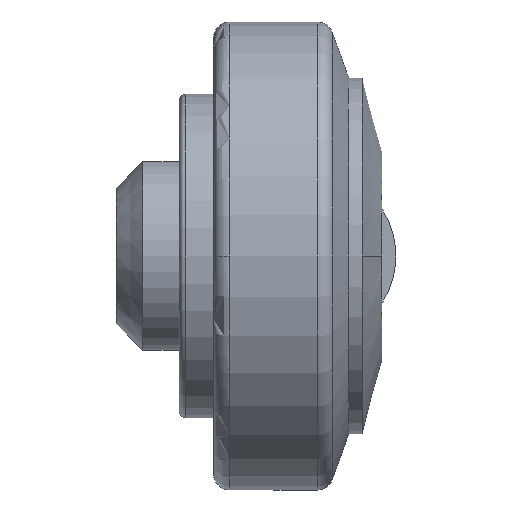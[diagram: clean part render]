
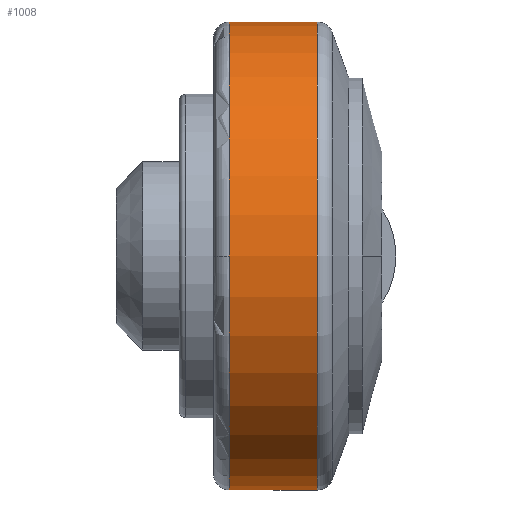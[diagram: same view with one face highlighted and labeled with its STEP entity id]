
A CAD part, front view. The second image highlights one B-rep face of the part: STEP entity #1008.
In plain terms, the highlighted cylindrical face has radius 74.5 mm (diameter 149 mm), a partial arc.
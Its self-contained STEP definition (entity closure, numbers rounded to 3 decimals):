
#102 = ORIENTED_EDGE ( 'NONE', *, *, #210, .F. ) ;
#103 = ORIENTED_EDGE ( 'NONE', *, *, #216, .F. ) ;
#104 = ORIENTED_EDGE ( 'NONE', *, *, #1033, .F. ) ;
#105 = ORIENTED_EDGE ( 'NONE', *, *, #194, .T. ) ;
#106 = ORIENTED_EDGE ( 'NONE', *, *, #1031, .T. ) ;
#121 = VECTOR ( 'NONE', #312, 1000. ) ;
#150 = EDGE_LOOP ( 'NONE', ( #102, #103, #104, #105, #106 ) ) ;
#156 = LINE ( 'NONE', #268, #121 ) ;
#173 = VECTOR ( 'NONE', #347, 1000. ) ;
#176 = LINE ( 'NONE', #341, #173 ) ;
#182 = CIRCLE ( 'NONE', #1047, 74.5 ) ;
#194 = EDGE_CURVE ( 'NONE', #287, #269, #156, .T. ) ;
#210 = EDGE_CURVE ( 'NONE', #284, #279, #176, .T. ) ;
#216 = EDGE_CURVE ( 'NONE', #291, #284, #182, .T. ) ;
#268 = CARTESIAN_POINT ( 'NONE',  ( 30.001, 0., -74.5 ) ) ;
#269 = VERTEX_POINT ( 'NONE', #464 ) ;
#279 = VERTEX_POINT ( 'NONE', #709 ) ;
#284 = VERTEX_POINT ( 'NONE', #714 ) ;
#287 = VERTEX_POINT ( 'NONE', #717 ) ;
#291 = VERTEX_POINT ( 'NONE', #721 ) ;
#312 = DIRECTION ( 'NONE',  ( 1., 0., 0. ) ) ;
#341 = CARTESIAN_POINT ( 'NONE',  ( 30.001, 0., 74.5 ) ) ;
#347 = DIRECTION ( 'NONE',  ( 1., 0., 0. ) ) ;
#357 = CARTESIAN_POINT ( 'NONE',  ( 16., 0., 0. ) ) ;
#358 = DIRECTION ( 'NONE',  ( -1., 0., 0. ) ) ;
#359 = DIRECTION ( 'NONE',  ( 0., 0., 1. ) ) ;
#464 = CARTESIAN_POINT ( 'NONE',  ( 44.002, 0., -74.5 ) ) ;
#709 = CARTESIAN_POINT ( 'NONE',  ( 44.002, 0., 74.5 ) ) ;
#714 = CARTESIAN_POINT ( 'NONE',  ( 16., 0., 74.5 ) ) ;
#717 = CARTESIAN_POINT ( 'NONE',  ( 16., 0., -74.5 ) ) ;
#721 = CARTESIAN_POINT ( 'NONE',  ( 16., -74.5, 0. ) ) ;
#788 = DIRECTION ( 'NONE',  ( 1., 0., 0. ) ) ;
#801 = DIRECTION ( 'NONE',  ( 0., 0., -1. ) ) ;
#814 = CARTESIAN_POINT ( 'NONE',  ( 30.001, 0., 0. ) ) ;
#869 = CARTESIAN_POINT ( 'NONE',  ( 44.002, 0., 0. ) ) ;
#875 = CARTESIAN_POINT ( 'NONE',  ( 16., 0., 0. ) ) ;
#876 = DIRECTION ( 'NONE',  ( -1., 0., 0. ) ) ;
#877 = DIRECTION ( 'NONE',  ( 0., 0., -1. ) ) ;
#881 = DIRECTION ( 'NONE',  ( -1., 0., 0. ) ) ;
#882 = DIRECTION ( 'NONE',  ( 0., 0., 1. ) ) ;
#1008 = ADVANCED_FACE ( 'NONE', ( #1171 ), #1172, .T. ) ;
#1031 = EDGE_CURVE ( 'NONE', #269, #279, #1201, .T. ) ;
#1033 = EDGE_CURVE ( 'NONE', #287, #291, #1203, .T. ) ;
#1047 = AXIS2_PLACEMENT_3D ( 'NONE', #357, #358, #359 ) ;
#1083 = AXIS2_PLACEMENT_3D ( 'NONE', #814, #788, #801 ) ;
#1097 = AXIS2_PLACEMENT_3D ( 'NONE', #869, #876, #877 ) ;
#1099 = AXIS2_PLACEMENT_3D ( 'NONE', #875, #881, #882 ) ;
#1171 = FACE_OUTER_BOUND ( 'NONE', #150, .T. ) ;
#1172 = CYLINDRICAL_SURFACE ( 'NONE', #1083, 74.5 ) ;
#1201 = CIRCLE ( 'NONE', #1097, 74.5 ) ;
#1203 = CIRCLE ( 'NONE', #1099, 74.5 ) ;
